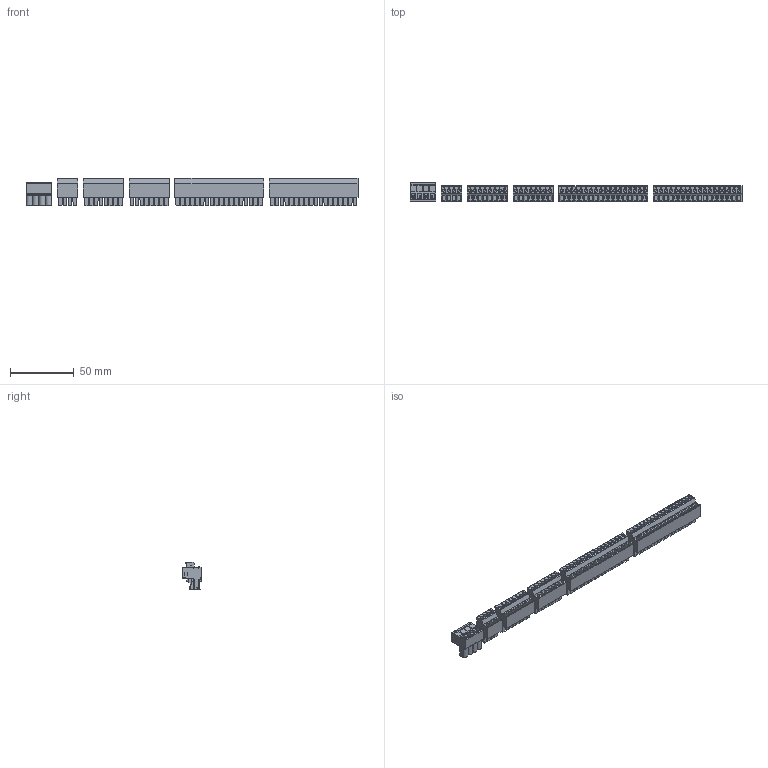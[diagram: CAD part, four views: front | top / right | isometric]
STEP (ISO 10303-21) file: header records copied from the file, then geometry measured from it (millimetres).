
FILE_DESCRIPTION (( 'STEP AP214' ), '1' );
FILE_NAME ('PCON-KIT2.STEP', '2021-05-11T17:36:47', ( '' ), ( '' ), 'SwSTEP 2.0', 'SolidWorks 2017', '' );
FILE_SCHEMA (( 'AUTOMOTIVE_DESIGN' ));
Length unit declared in the file: inch
Products named in the file (1): PCON-KIT2
Bounding box: 259.57 x 15.19 x 21.71 mm (x, y, z)
Volume: 38058.6 mm3; surface area: 26423.3 mm2
Topology: 6 solids, 6 shells, 2730 faces, 6876 edges, 4554 vertices
Faces by surface type: plane 1932, bspline 447, cylinder 327, torus 8, cone 8, sphere 8
Entity records: 146354 total; most frequent: CARTESIAN_POINT 48547, ORIENTED_EDGE 13736, DIRECTION 10632, EDGE_CURVE 6868, VECTOR 5036, LINE 5036, VERTEX_POINT 4554, EDGE_LOOP 3134
